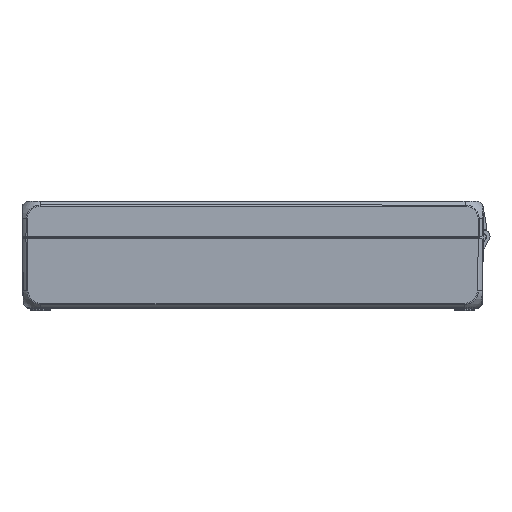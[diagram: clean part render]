
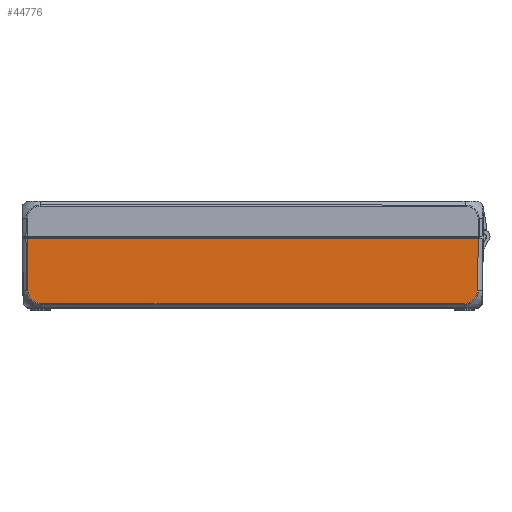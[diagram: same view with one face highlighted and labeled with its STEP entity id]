
A CAD part, front view. The second image highlights one B-rep face of the part: STEP entity #44776.
In plain terms, the highlighted planar face has unit normal (0, -1, -0.018).
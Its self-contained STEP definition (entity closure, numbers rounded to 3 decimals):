
#1494=PLANE('',#48406);
#5901=FACE_OUTER_BOUND('',#8680,.T.);
#8680=EDGE_LOOP('',(#33716,#33717,#33718,#33719,#33720,#33721));
#11277=LINE('',#87410,#14340);
#11508=LINE('',#103606,#14571);
#11511=LINE('',#103843,#14574);
#11512=LINE('',#104042,#14575);
#14340=VECTOR('',#54862,10.);
#14571=VECTOR('',#56103,10.);
#14574=VECTOR('',#56112,10.);
#14575=VECTOR('',#56117,10.);
#16785=B_SPLINE_CURVE_WITH_KNOTS('',3,(#103763,#103764,#103765,#103766,
#103767,#103768,#103769,#103770,#103771,#103772,#103773,#103774,#103775,
#103776,#103777,#103778,#103779,#103780,#103781,#103782,#103783,#103784,
#103785,#103786,#103787,#103788,#103789,#103790,#103791,#103792,#103793,
#103794,#103795,#103796,#103797,#103798,#103799,#103800),.UNSPECIFIED.,
 .F.,.F.,(4,2,2,2,2,2,2,2,2,2,2,2,2,2,2,2,1,1,2,4),(0.,
0.046,0.059,0.073,0.075,
0.172,0.174,0.175,0.285,
0.422,0.481,0.658,0.801,
0.817,0.826,0.971,1.038,
1.072,1.105,1.107),.UNSPECIFIED.);
#16787=B_SPLINE_CURVE_WITH_KNOTS('',3,(#104002,#104003,#104004,#104005,
#104006,#104007,#104008,#104009,#104010,#104011,#104012,#104013,#104014,
#104015,#104016,#104017,#104018,#104019,#104020,#104021,#104022,#104023,
#104024,#104025,#104026,#104027,#104028,#104029,#104030,#104031,#104032,
#104033,#104034,#104035,#104036,#104037,#104038,#104039,#104040),
 .UNSPECIFIED.,.F.,.F.,(4,2,1,2,2,2,2,2,2,2,2,2,2,2,2,2,2,2,2,4),(0.,
0.002,0.033,0.065,0.138,
0.279,0.29,0.31,0.452,0.526,
0.629,0.689,0.825,0.94,
0.941,1.037,1.042,1.053,1.067,
1.112),.UNSPECIFIED.);
#18838=VERTEX_POINT('',#87402);
#18840=VERTEX_POINT('',#87408);
#19146=VERTEX_POINT('',#103604);
#19148=VERTEX_POINT('',#103761);
#19149=VERTEX_POINT('',#103841);
#19150=VERTEX_POINT('',#104000);
#23655=EDGE_CURVE('',#18838,#18840,#11277,.T.);
#24277=EDGE_CURVE('',#19146,#18840,#11508,.T.);
#24280=EDGE_CURVE('',#19148,#19146,#16785,.T.);
#24284=EDGE_CURVE('',#19149,#19148,#11511,.T.);
#24286=EDGE_CURVE('',#19150,#19149,#16787,.T.);
#24287=EDGE_CURVE('',#18838,#19150,#11512,.T.);
#33716=ORIENTED_EDGE('',*,*,#24277,.F.);
#33717=ORIENTED_EDGE('',*,*,#24280,.F.);
#33718=ORIENTED_EDGE('',*,*,#24284,.F.);
#33719=ORIENTED_EDGE('',*,*,#24286,.F.);
#33720=ORIENTED_EDGE('',*,*,#24287,.F.);
#33721=ORIENTED_EDGE('',*,*,#23655,.T.);
#44776=ADVANCED_FACE('',(#5901),#1494,.T.);
#48406=AXIS2_PLACEMENT_3D('',#104043,#56118,#56119);
#54862=DIRECTION('',(-1.,0.,0.));
#56103=DIRECTION('',(-0.017,-0.017,1.));
#56112=DIRECTION('',(-1.,0.,0.));
#56117=DIRECTION('',(-0.017,0.017,-1.));
#56118=DIRECTION('center_axis',(0.,-1.,-0.017));
#56119=DIRECTION('ref_axis',(-1.,0.,0.));
#87402=CARTESIAN_POINT('',(126.647,-64.,-0.8));
#87408=CARTESIAN_POINT('',(-126.647,-64.,-0.8));
#87410=CARTESIAN_POINT('',(56.,-64.,-0.8));
#103604=CARTESIAN_POINT('',(-126.135,-63.488,-30.126));
#103606=CARTESIAN_POINT('',(-126.64,-63.994,-1.161));
#103761=CARTESIAN_POINT('',(-118.97,-63.365,-37.153));
#103763=CARTESIAN_POINT('Ctrl Pts',(-118.97,-63.365,
-37.153));
#103764=CARTESIAN_POINT('Ctrl Pts',(-119.124,-63.365,-37.153));
#103765=CARTESIAN_POINT('Ctrl Pts',(-119.277,-63.365,
-37.151));
#103766=CARTESIAN_POINT('Ctrl Pts',(-119.474,-63.366,
-37.139));
#103767=CARTESIAN_POINT('Ctrl Pts',(-119.517,-63.366,
-37.136));
#103768=CARTESIAN_POINT('Ctrl Pts',(-119.607,-63.366,
-37.128));
#103769=CARTESIAN_POINT('Ctrl Pts',(-119.653,-63.366,
-37.124));
#103770=CARTESIAN_POINT('Ctrl Pts',(-119.706,-63.366,
-37.119));
#103771=CARTESIAN_POINT('Ctrl Pts',(-119.714,-63.366,
-37.118));
#103772=CARTESIAN_POINT('Ctrl Pts',(-120.042,-63.367,
-37.083));
#103773=CARTESIAN_POINT('Ctrl Pts',(-120.361,-63.368,
-37.027));
#103774=CARTESIAN_POINT('Ctrl Pts',(-120.68,-63.369,
-36.949));
#103775=CARTESIAN_POINT('Ctrl Pts',(-120.686,-63.369,
-36.947));
#103776=CARTESIAN_POINT('Ctrl Pts',(-120.696,-63.369,
-36.945));
#103777=CARTESIAN_POINT('Ctrl Pts',(-120.7,-63.369,
-36.944));
#103778=CARTESIAN_POINT('Ctrl Pts',(-121.061,-63.371,
-36.853));
#103779=CARTESIAN_POINT('Ctrl Pts',(-121.41,-63.373,
-36.736));
#103780=CARTESIAN_POINT('Ctrl Pts',(-122.169,-63.378,
-36.415));
#103781=CARTESIAN_POINT('Ctrl Pts',(-122.576,-63.382,
-36.196));
#103782=CARTESIAN_POINT('Ctrl Pts',(-123.125,-63.389,
-35.828));
#103783=CARTESIAN_POINT('Ctrl Pts',(-123.287,-63.391,
-35.71));
#103784=CARTESIAN_POINT('Ctrl Pts',(-123.907,-63.399,
-35.213));
#103785=CARTESIAN_POINT('Ctrl Pts',(-124.32,-63.407,
-34.789));
#103786=CARTESIAN_POINT('Ctrl Pts',(-124.974,-63.422,
-33.933));
#103787=CARTESIAN_POINT('Ctrl Pts',(-125.227,-63.429,
-33.52));
#103788=CARTESIAN_POINT('Ctrl Pts',(-125.457,-63.437,
-33.041));
#103789=CARTESIAN_POINT('Ctrl Pts',(-125.48,-63.438,
-32.991));
#103790=CARTESIAN_POINT('Ctrl Pts',(-125.515,-63.439,-32.915));
#103791=CARTESIAN_POINT('Ctrl Pts',(-125.527,-63.44,
-32.887));
#103792=CARTESIAN_POINT('Ctrl Pts',(-125.732,-63.448,
-32.418));
#103793=CARTESIAN_POINT('Ctrl Pts',(-125.882,-63.456,
-31.953));
#103794=CARTESIAN_POINT('Ctrl Pts',(-126.03,-63.468,
-31.259));
#103795=CARTESIAN_POINT('Ctrl Pts',(-126.088,-63.474,
-30.926));
#103796=CARTESIAN_POINT('Ctrl Pts',(-126.128,-63.482,
-30.48));
#103797=CARTESIAN_POINT('Ctrl Pts',(-126.133,-63.486,
-30.256));
#103798=CARTESIAN_POINT('Ctrl Pts',(-126.135,-63.488,
-30.138));
#103799=CARTESIAN_POINT('Ctrl Pts',(-126.135,-63.488,
-30.132));
#103800=CARTESIAN_POINT('Ctrl Pts',(-126.135,-63.488,
-30.126));
#103841=CARTESIAN_POINT('',(118.97,-63.365,-37.153));
#103843=CARTESIAN_POINT('',(0.,-63.365,-37.153));
#104000=CARTESIAN_POINT('',(126.135,-63.488,-30.126));
#104002=CARTESIAN_POINT('Ctrl Pts',(126.135,-63.488,
-30.126));
#104003=CARTESIAN_POINT('Ctrl Pts',(126.135,-63.488,
-30.132));
#104004=CARTESIAN_POINT('Ctrl Pts',(126.134,-63.488,
-30.137));
#104005=CARTESIAN_POINT('Ctrl Pts',(126.132,-63.486,
-30.248));
#104006=CARTESIAN_POINT('Ctrl Pts',(126.127,-63.482,
-30.458));
#104007=CARTESIAN_POINT('Ctrl Pts',(126.109,-63.479,
-30.668));
#104008=CARTESIAN_POINT('Ctrl Pts',(126.072,-63.473,
-31.014));
#104009=CARTESIAN_POINT('Ctrl Pts',(126.033,-63.468,
-31.254));
#104010=CARTESIAN_POINT('Ctrl Pts',(125.883,-63.456,-31.953));
#104011=CARTESIAN_POINT('Ctrl Pts',(125.737,-63.448,
-32.405));
#104012=CARTESIAN_POINT('Ctrl Pts',(125.535,-63.44,
-32.87));
#104013=CARTESIAN_POINT('Ctrl Pts',(125.521,-63.44,
-32.901));
#104014=CARTESIAN_POINT('Ctrl Pts',(125.479,-63.438,
-32.995));
#104015=CARTESIAN_POINT('Ctrl Pts',(125.449,-63.437,
-33.057));
#104016=CARTESIAN_POINT('Ctrl Pts',(125.211,-63.428,-33.544));
#104017=CARTESIAN_POINT('Ctrl Pts',(124.962,-63.421,
-33.949));
#104018=CARTESIAN_POINT('Ctrl Pts',(124.527,-63.411,
-34.519));
#104019=CARTESIAN_POINT('Ctrl Pts',(124.369,-63.408,
-34.706));
#104020=CARTESIAN_POINT('Ctrl Pts',(123.965,-63.401,
-35.135));
#104021=CARTESIAN_POINT('Ctrl Pts',(123.711,-63.397,
-35.369));
#104022=CARTESIAN_POINT('Ctrl Pts',(123.285,-63.391,-35.711));
#104023=CARTESIAN_POINT('Ctrl Pts',(123.122,-63.389,-35.83));
#104024=CARTESIAN_POINT('Ctrl Pts',(122.579,-63.382,
-36.195));
#104025=CARTESIAN_POINT('Ctrl Pts',(122.179,-63.378,
-36.412));
#104026=CARTESIAN_POINT('Ctrl Pts',(121.41,-63.373,-36.736));
#104027=CARTESIAN_POINT('Ctrl Pts',(121.047,-63.371,
-36.856));
#104028=CARTESIAN_POINT('Ctrl Pts',(120.673,-63.369,
-36.949));
#104029=CARTESIAN_POINT('Ctrl Pts',(120.668,-63.369,
-36.95));
#104030=CARTESIAN_POINT('Ctrl Pts',(120.355,-63.368,
-37.026));
#104031=CARTESIAN_POINT('Ctrl Pts',(120.04,-63.367,
-37.082));
#104032=CARTESIAN_POINT('Ctrl Pts',(119.705,-63.366,-37.118));
#104033=CARTESIAN_POINT('Ctrl Pts',(119.686,-63.366,
-37.12));
#104034=CARTESIAN_POINT('Ctrl Pts',(119.631,-63.366,
-37.125));
#104035=CARTESIAN_POINT('Ctrl Pts',(119.594,-63.366,
-37.129));
#104036=CARTESIAN_POINT('Ctrl Pts',(119.512,-63.366,
-37.135));
#104037=CARTESIAN_POINT('Ctrl Pts',(119.468,-63.366,
-37.139));
#104038=CARTESIAN_POINT('Ctrl Pts',(119.272,-63.365,
-37.151));
#104039=CARTESIAN_POINT('Ctrl Pts',(119.121,-63.365,-37.153));
#104040=CARTESIAN_POINT('Ctrl Pts',(118.97,-63.365,
-37.153));
#104042=CARTESIAN_POINT('',(126.64,-63.994,-1.161));
#104043=CARTESIAN_POINT('Origin',(112.,-64.014,0.));
